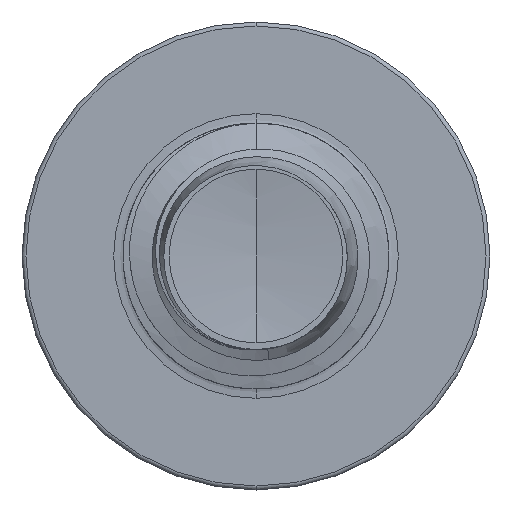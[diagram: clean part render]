
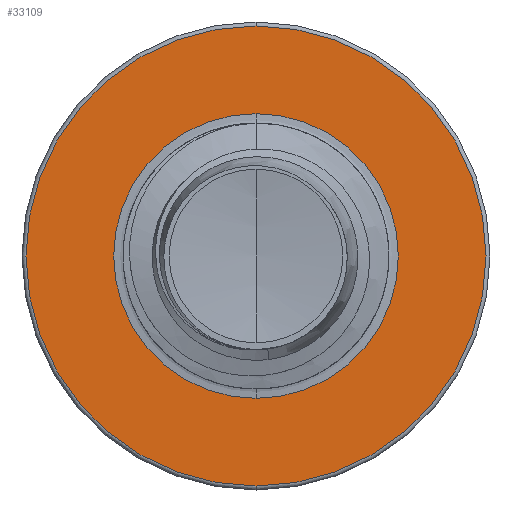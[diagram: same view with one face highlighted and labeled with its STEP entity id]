
A CAD part, front view. The second image highlights one B-rep face of the part: STEP entity #33109.
In plain terms, the highlighted planar face has unit normal (0, -1, 0).
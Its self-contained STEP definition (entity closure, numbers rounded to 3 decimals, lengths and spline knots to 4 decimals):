
#1234 = ORIENTED_EDGE ( 'NONE', *, *, #24879, .F. ) ;
#1297 = CARTESIAN_POINT ( 'NONE',  ( 0., 15., -2.6768 ) ) ;
#1429 = EDGE_LOOP ( 'NONE', ( #1234, #28686 ) ) ;
#2516 = CARTESIAN_POINT ( 'NONE',  ( 0., 15., -2.6768 ) ) ;
#2661 = CARTESIAN_POINT ( 'NONE',  ( 0., 15., -4.325 ) ) ;
#5458 = EDGE_LOOP ( 'NONE', ( #17076, #26536 ) ) ;
#5878 = DIRECTION ( 'NONE',  ( 0., 1., 0. ) ) ;
#7479 = DIRECTION ( 'NONE',  ( 0., 0., 1. ) ) ;
#7762 = DIRECTION ( 'NONE',  ( 0., 1., 0. ) ) ;
#10498 = EDGE_CURVE ( 'NONE', #17334, #14492, #31537, .T. ) ;
#10726 = EDGE_CURVE ( 'NONE', #17503, #25575, #29373, .T. ) ;
#11536 = CARTESIAN_POINT ( 'NONE',  ( 0., 15., 4.325 ) ) ;
#11836 = CIRCLE ( 'NONE', #21183, 4.325 ) ;
#14492 = VERTEX_POINT ( 'NONE', #2516 ) ;
#16251 = AXIS2_PLACEMENT_3D ( 'NONE', #22249, #5878, #24276 ) ;
#17076 = ORIENTED_EDGE ( 'NONE', *, *, #10498, .T. ) ;
#17334 = VERTEX_POINT ( 'NONE', #24108 ) ;
#17503 = VERTEX_POINT ( 'NONE', #2661 ) ;
#17669 = EDGE_CURVE ( 'NONE', #14492, #17334, #22827, .T. ) ;
#21183 = AXIS2_PLACEMENT_3D ( 'NONE', #23510, #7762, #25527 ) ;
#21369 = DIRECTION ( 'NONE',  ( 0., 0., 1. ) ) ;
#21398 = DIRECTION ( 'NONE',  ( 0., 1., 0. ) ) ;
#21405 = CARTESIAN_POINT ( 'NONE',  ( 0., 15., 0. ) ) ;
#21542 = AXIS2_PLACEMENT_3D ( 'NONE', #21405, #21398, #21369 ) ;
#21575 = DIRECTION ( 'NONE',  ( 0., 0., 1. ) ) ;
#21606 = DIRECTION ( 'NONE',  ( 0., 1., 0. ) ) ;
#21613 = CARTESIAN_POINT ( 'NONE',  ( 0., 15., 0. ) ) ;
#22249 = CARTESIAN_POINT ( 'NONE',  ( 0., 15., 0. ) ) ;
#22827 = CIRCLE ( 'NONE', #16251, 2.6768 ) ;
#23322 = DIRECTION ( 'NONE',  ( 0., 1., 0. ) ) ;
#23510 = CARTESIAN_POINT ( 'NONE',  ( 0., 15., 0. ) ) ;
#24108 = CARTESIAN_POINT ( 'NONE',  ( 0., 15., 2.6768 ) ) ;
#24276 = DIRECTION ( 'NONE',  ( 0., 0., 1. ) ) ;
#24879 = EDGE_CURVE ( 'NONE', #25575, #17503, #11836, .T. ) ;
#25252 = PLANE ( 'NONE',  #30401 ) ;
#25527 = DIRECTION ( 'NONE',  ( 0., 0., 1. ) ) ;
#25575 = VERTEX_POINT ( 'NONE', #11536 ) ;
#26536 = ORIENTED_EDGE ( 'NONE', *, *, #17669, .T. ) ;
#28686 = ORIENTED_EDGE ( 'NONE', *, *, #10726, .F. ) ;
#29373 = CIRCLE ( 'NONE', #21542, 4.325 ) ;
#30267 = FACE_BOUND ( 'NONE', #5458, .T. ) ;
#30401 = AXIS2_PLACEMENT_3D ( 'NONE', #1297, #23322, #7479 ) ;
#31537 = CIRCLE ( 'NONE', #32345, 2.6768 ) ;
#31862 = FACE_OUTER_BOUND ( 'NONE', #1429, .T. ) ;
#32345 = AXIS2_PLACEMENT_3D ( 'NONE', #21613, #21606, #21575 ) ;
#33109 = ADVANCED_FACE ( 'NONE', ( #31862, #30267 ), #25252, .F. ) ;
